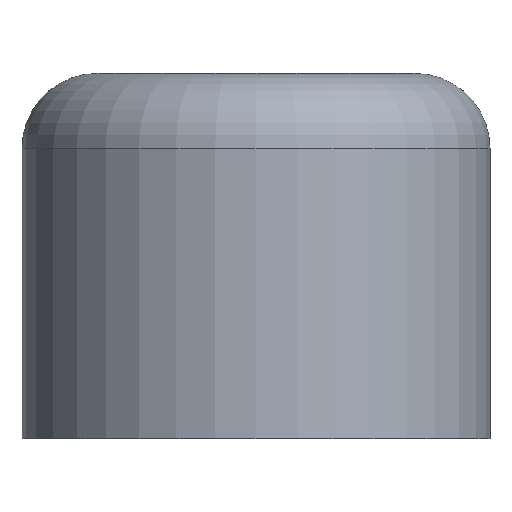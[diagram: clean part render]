
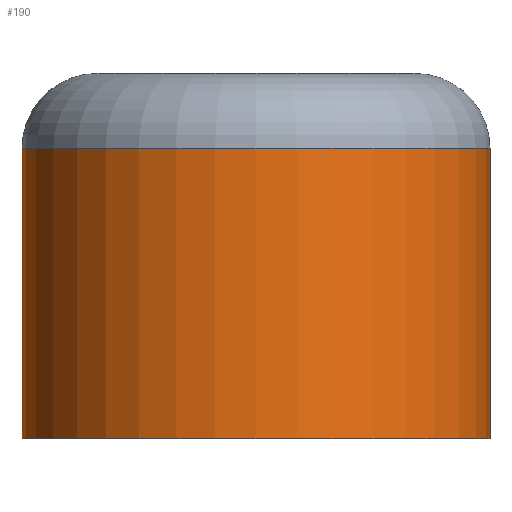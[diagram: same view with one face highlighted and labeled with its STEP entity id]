
A CAD part, front view. The second image highlights one B-rep face of the part: STEP entity #190.
In plain terms, the highlighted cylindrical face has radius 12.5 mm (diameter 25 mm), a full revolution.
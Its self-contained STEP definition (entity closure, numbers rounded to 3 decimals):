
#20=CYLINDRICAL_SURFACE('',#238,12.5);
#33=FACE_OUTER_BOUND('',#47,.T.);
#47=EDGE_LOOP('',(#166,#167,#168,#169,#170));
#58=LINE('',#354,#69);
#69=VECTOR('',#301,12.5);
#77=CIRCLE('',#227,12.5);
#78=CIRCLE('',#228,12.5);
#82=CIRCLE('',#237,12.5);
#93=VERTEX_POINT('',#333);
#94=VERTEX_POINT('',#335);
#98=VERTEX_POINT('',#351);
#114=EDGE_CURVE('',#93,#94,#77,.T.);
#115=EDGE_CURVE('',#94,#93,#78,.T.);
#121=EDGE_CURVE('',#98,#98,#82,.T.);
#122=EDGE_CURVE('',#94,#98,#58,.T.);
#166=ORIENTED_EDGE('',*,*,#115,.F.);
#167=ORIENTED_EDGE('',*,*,#122,.T.);
#168=ORIENTED_EDGE('',*,*,#121,.T.);
#169=ORIENTED_EDGE('',*,*,#122,.F.);
#170=ORIENTED_EDGE('',*,*,#114,.F.);
#190=ADVANCED_FACE('',(#33),#20,.T.);
#227=AXIS2_PLACEMENT_3D('',#336,#275,#276);
#228=AXIS2_PLACEMENT_3D('',#337,#277,#278);
#237=AXIS2_PLACEMENT_3D('',#352,#297,#298);
#238=AXIS2_PLACEMENT_3D('',#353,#299,#300);
#275=DIRECTION('center_axis',(0.,0.,1.));
#276=DIRECTION('ref_axis',(1.,0.,0.));
#277=DIRECTION('center_axis',(0.,0.,1.));
#278=DIRECTION('ref_axis',(1.,0.,0.));
#297=DIRECTION('center_axis',(0.,0.,1.));
#298=DIRECTION('ref_axis',(1.,0.,0.));
#299=DIRECTION('center_axis',(0.,0.,1.));
#300=DIRECTION('ref_axis',(0.,1.,0.));
#301=DIRECTION('',(0.,0.,-1.));
#333=CARTESIAN_POINT('',(-12.5,0.,16.));
#335=CARTESIAN_POINT('',(0.,-12.5,16.));
#336=CARTESIAN_POINT('Origin',(0.,0.,16.));
#337=CARTESIAN_POINT('Origin',(0.,0.,16.));
#351=CARTESIAN_POINT('',(0.,-12.5,0.5));
#352=CARTESIAN_POINT('Origin',(0.,0.,0.5));
#353=CARTESIAN_POINT('Origin',(0.,0.,8.25));
#354=CARTESIAN_POINT('',(0.,-12.5,8.25));
